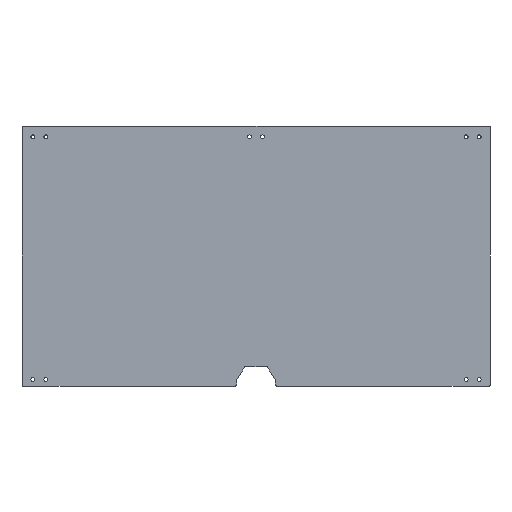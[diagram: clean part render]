
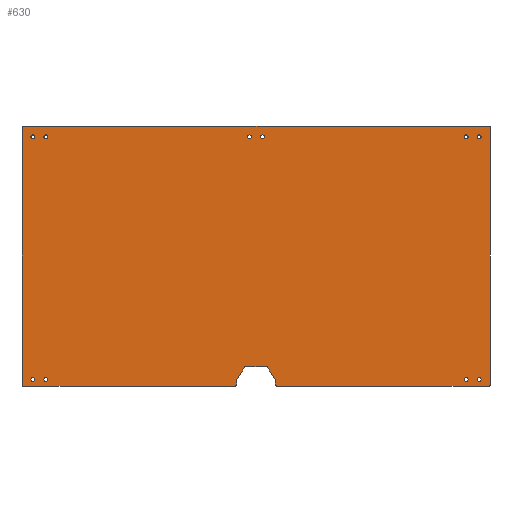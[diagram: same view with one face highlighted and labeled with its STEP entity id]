
A CAD part, front view. The second image highlights one B-rep face of the part: STEP entity #630.
In plain terms, the highlighted planar face has unit normal (0, -1, 0).
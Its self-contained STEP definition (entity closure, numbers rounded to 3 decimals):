
#15=FACE_BOUND('',#89,.T.);
#16=FACE_BOUND('',#90,.T.);
#17=FACE_BOUND('',#91,.T.);
#18=FACE_BOUND('',#92,.T.);
#19=FACE_BOUND('',#93,.T.);
#20=FACE_BOUND('',#94,.T.);
#21=FACE_BOUND('',#95,.T.);
#22=FACE_BOUND('',#96,.T.);
#23=FACE_BOUND('',#97,.T.);
#24=FACE_BOUND('',#98,.T.);
#39=PLANE('',#686);
#56=FACE_OUTER_BOUND('',#88,.T.);
#88=EDGE_LOOP('',(#457,#458,#459,#460,#461,#462,#463,#464,#465,#466,#467,
#468,#469,#470,#471,#472,#473,#474,#475,#476));
#89=EDGE_LOOP('',(#477));
#90=EDGE_LOOP('',(#478));
#91=EDGE_LOOP('',(#479));
#92=EDGE_LOOP('',(#480));
#93=EDGE_LOOP('',(#481));
#94=EDGE_LOOP('',(#482));
#95=EDGE_LOOP('',(#483));
#96=EDGE_LOOP('',(#484));
#97=EDGE_LOOP('',(#485));
#98=EDGE_LOOP('',(#486));
#133=LINE('',#947,#183);
#139=LINE('',#962,#189);
#141=LINE('',#971,#191);
#145=LINE('',#983,#195);
#150=LINE('',#998,#200);
#151=LINE('',#1002,#201);
#152=LINE('',#1006,#202);
#153=LINE('',#1009,#203);
#154=LINE('',#1013,#204);
#155=LINE('',#1016,#205);
#183=VECTOR('',#751,10.);
#189=VECTOR('',#765,10.);
#191=VECTOR('',#775,10.);
#195=VECTOR('',#787,10.);
#200=VECTOR('',#800,10.);
#201=VECTOR('',#803,10.);
#202=VECTOR('',#806,10.);
#203=VECTOR('',#809,10.);
#204=VECTOR('',#812,10.);
#205=VECTOR('',#815,10.);
#231=CIRCLE('',#668,1.);
#233=CIRCLE('',#672,1.);
#235=CIRCLE('',#676,1.);
#237=CIRCLE('',#680,1.);
#240=CIRCLE('',#685,1.);
#241=CIRCLE('',#687,1.);
#242=CIRCLE('',#688,1.);
#243=CIRCLE('',#689,1.);
#244=CIRCLE('',#690,1.);
#245=CIRCLE('',#691,1.);
#246=CIRCLE('',#692,2.25);
#247=CIRCLE('',#693,2.25);
#248=CIRCLE('',#694,2.25);
#249=CIRCLE('',#695,2.25);
#250=CIRCLE('',#696,2.25);
#251=CIRCLE('',#697,2.25);
#252=CIRCLE('',#698,2.25);
#253=CIRCLE('',#699,2.25);
#254=CIRCLE('',#700,2.25);
#255=CIRCLE('',#701,2.25);
#271=VERTEX_POINT('',#937);
#272=VERTEX_POINT('',#938);
#275=VERTEX_POINT('',#946);
#277=VERTEX_POINT('',#952);
#278=VERTEX_POINT('',#953);
#281=VERTEX_POINT('',#964);
#283=VERTEX_POINT('',#970);
#285=VERTEX_POINT('',#976);
#287=VERTEX_POINT('',#982);
#291=VERTEX_POINT('',#991);
#292=VERTEX_POINT('',#993);
#293=VERTEX_POINT('',#997);
#294=VERTEX_POINT('',#999);
#295=VERTEX_POINT('',#1001);
#296=VERTEX_POINT('',#1003);
#297=VERTEX_POINT('',#1005);
#298=VERTEX_POINT('',#1008);
#299=VERTEX_POINT('',#1010);
#300=VERTEX_POINT('',#1012);
#301=VERTEX_POINT('',#1014);
#302=VERTEX_POINT('',#1017);
#303=VERTEX_POINT('',#1019);
#304=VERTEX_POINT('',#1021);
#305=VERTEX_POINT('',#1023);
#306=VERTEX_POINT('',#1025);
#307=VERTEX_POINT('',#1027);
#308=VERTEX_POINT('',#1029);
#309=VERTEX_POINT('',#1031);
#310=VERTEX_POINT('',#1033);
#311=VERTEX_POINT('',#1035);
#331=EDGE_CURVE('',#271,#272,#231,.T.);
#335=EDGE_CURVE('',#275,#272,#133,.T.);
#338=EDGE_CURVE('',#277,#278,#233,.T.);
#343=EDGE_CURVE('',#271,#278,#139,.T.);
#344=EDGE_CURVE('',#275,#281,#235,.T.);
#347=EDGE_CURVE('',#281,#283,#141,.T.);
#350=EDGE_CURVE('',#283,#285,#237,.T.);
#353=EDGE_CURVE('',#287,#285,#145,.T.);
#358=EDGE_CURVE('',#291,#292,#240,.T.);
#360=EDGE_CURVE('',#293,#291,#150,.T.);
#361=EDGE_CURVE('',#294,#293,#241,.T.);
#362=EDGE_CURVE('',#295,#294,#151,.T.);
#363=EDGE_CURVE('',#296,#295,#242,.T.);
#364=EDGE_CURVE('',#297,#296,#152,.T.);
#365=EDGE_CURVE('',#287,#297,#243,.T.);
#366=EDGE_CURVE('',#277,#298,#153,.T.);
#367=EDGE_CURVE('',#299,#298,#244,.T.);
#368=EDGE_CURVE('',#300,#299,#154,.T.);
#369=EDGE_CURVE('',#301,#300,#245,.T.);
#370=EDGE_CURVE('',#292,#301,#155,.T.);
#371=EDGE_CURVE('',#302,#302,#246,.T.);
#372=EDGE_CURVE('',#303,#303,#247,.T.);
#373=EDGE_CURVE('',#304,#304,#248,.T.);
#374=EDGE_CURVE('',#305,#305,#249,.T.);
#375=EDGE_CURVE('',#306,#306,#250,.T.);
#376=EDGE_CURVE('',#307,#307,#251,.T.);
#377=EDGE_CURVE('',#308,#308,#252,.T.);
#378=EDGE_CURVE('',#309,#309,#253,.T.);
#379=EDGE_CURVE('',#310,#310,#254,.T.);
#380=EDGE_CURVE('',#311,#311,#255,.T.);
#457=ORIENTED_EDGE('',*,*,#358,.F.);
#458=ORIENTED_EDGE('',*,*,#360,.F.);
#459=ORIENTED_EDGE('',*,*,#361,.F.);
#460=ORIENTED_EDGE('',*,*,#362,.F.);
#461=ORIENTED_EDGE('',*,*,#363,.F.);
#462=ORIENTED_EDGE('',*,*,#364,.F.);
#463=ORIENTED_EDGE('',*,*,#365,.F.);
#464=ORIENTED_EDGE('',*,*,#353,.T.);
#465=ORIENTED_EDGE('',*,*,#350,.F.);
#466=ORIENTED_EDGE('',*,*,#347,.F.);
#467=ORIENTED_EDGE('',*,*,#344,.F.);
#468=ORIENTED_EDGE('',*,*,#335,.T.);
#469=ORIENTED_EDGE('',*,*,#331,.F.);
#470=ORIENTED_EDGE('',*,*,#343,.T.);
#471=ORIENTED_EDGE('',*,*,#338,.F.);
#472=ORIENTED_EDGE('',*,*,#366,.T.);
#473=ORIENTED_EDGE('',*,*,#367,.F.);
#474=ORIENTED_EDGE('',*,*,#368,.F.);
#475=ORIENTED_EDGE('',*,*,#369,.F.);
#476=ORIENTED_EDGE('',*,*,#370,.F.);
#477=ORIENTED_EDGE('',*,*,#371,.F.);
#478=ORIENTED_EDGE('',*,*,#372,.F.);
#479=ORIENTED_EDGE('',*,*,#373,.F.);
#480=ORIENTED_EDGE('',*,*,#374,.F.);
#481=ORIENTED_EDGE('',*,*,#375,.F.);
#482=ORIENTED_EDGE('',*,*,#376,.F.);
#483=ORIENTED_EDGE('',*,*,#377,.F.);
#484=ORIENTED_EDGE('',*,*,#378,.F.);
#485=ORIENTED_EDGE('',*,*,#379,.F.);
#486=ORIENTED_EDGE('',*,*,#380,.F.);
#630=ADVANCED_FACE('',(#56,#15,#16,#17,#18,#19,#20,#21,#22,#23,#24),#39,
 .F.);
#668=AXIS2_PLACEMENT_3D('',#939,#743,#744);
#672=AXIS2_PLACEMENT_3D('',#954,#756,#757);
#676=AXIS2_PLACEMENT_3D('',#965,#768,#769);
#680=AXIS2_PLACEMENT_3D('',#977,#780,#781);
#685=AXIS2_PLACEMENT_3D('',#994,#795,#796);
#686=AXIS2_PLACEMENT_3D('',#996,#798,#799);
#687=AXIS2_PLACEMENT_3D('',#1000,#801,#802);
#688=AXIS2_PLACEMENT_3D('',#1004,#804,#805);
#689=AXIS2_PLACEMENT_3D('',#1007,#807,#808);
#690=AXIS2_PLACEMENT_3D('',#1011,#810,#811);
#691=AXIS2_PLACEMENT_3D('',#1015,#813,#814);
#692=AXIS2_PLACEMENT_3D('',#1018,#816,#817);
#693=AXIS2_PLACEMENT_3D('',#1020,#818,#819);
#694=AXIS2_PLACEMENT_3D('',#1022,#820,#821);
#695=AXIS2_PLACEMENT_3D('',#1024,#822,#823);
#696=AXIS2_PLACEMENT_3D('',#1026,#824,#825);
#697=AXIS2_PLACEMENT_3D('',#1028,#826,#827);
#698=AXIS2_PLACEMENT_3D('',#1030,#828,#829);
#699=AXIS2_PLACEMENT_3D('',#1032,#830,#831);
#700=AXIS2_PLACEMENT_3D('',#1034,#832,#833);
#701=AXIS2_PLACEMENT_3D('',#1036,#834,#835);
#743=DIRECTION('center_axis',(0.,-1.,0.));
#744=DIRECTION('ref_axis',(0.472,0.,0.882));
#751=DIRECTION('',(1.,0.,0.));
#756=DIRECTION('center_axis',(0.,-1.,0.));
#757=DIRECTION('ref_axis',(0.957,0.,0.29));
#765=DIRECTION('',(0.555,0.,-0.832));
#768=DIRECTION('center_axis',(0.,-1.,0.));
#769=DIRECTION('ref_axis',(-0.472,0.,0.882));
#775=DIRECTION('',(-0.555,0.,-0.832));
#780=DIRECTION('center_axis',(0.,-1.,0.));
#781=DIRECTION('ref_axis',(-0.957,0.,0.29));
#787=DIRECTION('',(0.,0.,1.));
#795=DIRECTION('center_axis',(0.,1.,0.));
#796=DIRECTION('ref_axis',(0.707,0.,0.707));
#798=DIRECTION('center_axis',(0.,1.,0.));
#799=DIRECTION('ref_axis',(1.,0.,0.));
#800=DIRECTION('',(1.,0.,0.));
#801=DIRECTION('center_axis',(0.,1.,0.));
#802=DIRECTION('ref_axis',(-0.707,0.,0.707));
#803=DIRECTION('',(0.,0.,1.));
#804=DIRECTION('center_axis',(0.,1.,0.));
#805=DIRECTION('ref_axis',(-0.707,0.,-0.707));
#806=DIRECTION('',(-1.,0.,0.));
#807=DIRECTION('center_axis',(0.,1.,0.));
#808=DIRECTION('ref_axis',(0.707,0.,-0.707));
#809=DIRECTION('',(0.,0.,-1.));
#810=DIRECTION('center_axis',(0.,1.,0.));
#811=DIRECTION('ref_axis',(-0.707,0.,-0.707));
#812=DIRECTION('',(-1.,0.,0.));
#813=DIRECTION('center_axis',(0.,1.,0.));
#814=DIRECTION('ref_axis',(0.707,0.,-0.707));
#815=DIRECTION('',(0.,0.,-1.));
#816=DIRECTION('center_axis',(0.,-1.,0.));
#817=DIRECTION('ref_axis',(1.,0.,0.));
#818=DIRECTION('center_axis',(0.,-1.,0.));
#819=DIRECTION('ref_axis',(1.,0.,0.));
#820=DIRECTION('center_axis',(0.,-1.,0.));
#821=DIRECTION('ref_axis',(1.,0.,0.));
#822=DIRECTION('center_axis',(0.,-1.,0.));
#823=DIRECTION('ref_axis',(1.,0.,0.));
#824=DIRECTION('center_axis',(0.,-1.,0.));
#825=DIRECTION('ref_axis',(1.,0.,0.));
#826=DIRECTION('center_axis',(0.,-1.,0.));
#827=DIRECTION('ref_axis',(1.,0.,0.));
#828=DIRECTION('center_axis',(0.,-1.,0.));
#829=DIRECTION('ref_axis',(1.,0.,0.));
#830=DIRECTION('center_axis',(0.,-1.,0.));
#831=DIRECTION('ref_axis',(1.,0.,0.));
#832=DIRECTION('center_axis',(0.,-1.,0.));
#833=DIRECTION('ref_axis',(1.,0.,0.));
#834=DIRECTION('center_axis',(0.,-1.,0.));
#835=DIRECTION('ref_axis',(1.,0.,0.));
#937=CARTESIAN_POINT('',(12.797,0.,-127.945));
#938=CARTESIAN_POINT('',(11.965,0.,-127.5));
#939=CARTESIAN_POINT('Origin',(11.965,0.,-128.5));
#946=CARTESIAN_POINT('',(-11.965,0.,-127.5));
#947=CARTESIAN_POINT('',(-22.5,0.,-127.5));
#952=CARTESIAN_POINT('',(22.5,0.,-142.803));
#953=CARTESIAN_POINT('',(22.332,0.,-142.248));
#954=CARTESIAN_POINT('Origin',(21.5,0.,-142.803));
#962=CARTESIAN_POINT('',(12.5,0.,-127.5));
#964=CARTESIAN_POINT('',(-12.797,0.,-127.945));
#965=CARTESIAN_POINT('Origin',(-11.965,0.,-128.5));
#970=CARTESIAN_POINT('',(-22.332,0.,-142.248));
#971=CARTESIAN_POINT('',(-12.5,0.,-127.5));
#976=CARTESIAN_POINT('',(-22.5,0.,-142.803));
#977=CARTESIAN_POINT('Origin',(-21.5,0.,-142.803));
#982=CARTESIAN_POINT('',(-22.5,0.,-149.));
#983=CARTESIAN_POINT('',(-22.5,0.,-150.));
#991=CARTESIAN_POINT('',(269.,0.,150.));
#993=CARTESIAN_POINT('',(270.,0.,149.));
#994=CARTESIAN_POINT('Origin',(269.,0.,149.));
#996=CARTESIAN_POINT('Origin',(0.,0.,0.));
#997=CARTESIAN_POINT('',(-269.,0.,150.));
#998=CARTESIAN_POINT('',(-270.,0.,150.));
#999=CARTESIAN_POINT('',(-270.,0.,149.));
#1000=CARTESIAN_POINT('Origin',(-269.,0.,149.));
#1001=CARTESIAN_POINT('',(-270.,0.,-149.));
#1002=CARTESIAN_POINT('',(-270.,0.,-150.));
#1003=CARTESIAN_POINT('',(-269.,0.,-150.));
#1004=CARTESIAN_POINT('Origin',(-269.,0.,-149.));
#1005=CARTESIAN_POINT('',(-23.5,0.,-150.));
#1006=CARTESIAN_POINT('',(270.,0.,-150.));
#1007=CARTESIAN_POINT('Origin',(-23.5,0.,-149.));
#1008=CARTESIAN_POINT('',(22.5,0.,-149.));
#1009=CARTESIAN_POINT('',(22.5,0.,-127.5));
#1010=CARTESIAN_POINT('',(23.5,0.,-150.));
#1011=CARTESIAN_POINT('Origin',(23.5,0.,-149.));
#1012=CARTESIAN_POINT('',(269.,0.,-150.));
#1013=CARTESIAN_POINT('',(270.,0.,-150.));
#1014=CARTESIAN_POINT('',(270.,0.,-149.));
#1015=CARTESIAN_POINT('Origin',(269.,0.,-149.));
#1016=CARTESIAN_POINT('',(270.,0.,150.));
#1017=CARTESIAN_POINT('',(-259.75,0.,-142.5));
#1018=CARTESIAN_POINT('Origin',(-257.5,0.,-142.5));
#1019=CARTESIAN_POINT('',(-244.75,0.,-142.5));
#1020=CARTESIAN_POINT('Origin',(-242.5,0.,-142.5));
#1021=CARTESIAN_POINT('',(255.25,0.,-142.5));
#1022=CARTESIAN_POINT('Origin',(257.5,0.,-142.5));
#1023=CARTESIAN_POINT('',(240.25,0.,-142.5));
#1024=CARTESIAN_POINT('Origin',(242.5,0.,-142.5));
#1025=CARTESIAN_POINT('',(-244.75,0.,137.5));
#1026=CARTESIAN_POINT('Origin',(-242.5,0.,137.5));
#1027=CARTESIAN_POINT('',(-259.75,0.,137.5));
#1028=CARTESIAN_POINT('Origin',(-257.5,0.,137.5));
#1029=CARTESIAN_POINT('',(255.25,0.,137.5));
#1030=CARTESIAN_POINT('Origin',(257.5,0.,137.5));
#1031=CARTESIAN_POINT('',(240.25,0.,137.5));
#1032=CARTESIAN_POINT('Origin',(242.5,0.,137.5));
#1033=CARTESIAN_POINT('',(-9.75,0.,137.5));
#1034=CARTESIAN_POINT('Origin',(-7.5,0.,137.5));
#1035=CARTESIAN_POINT('',(5.25,0.,137.5));
#1036=CARTESIAN_POINT('Origin',(7.5,0.,137.5));
